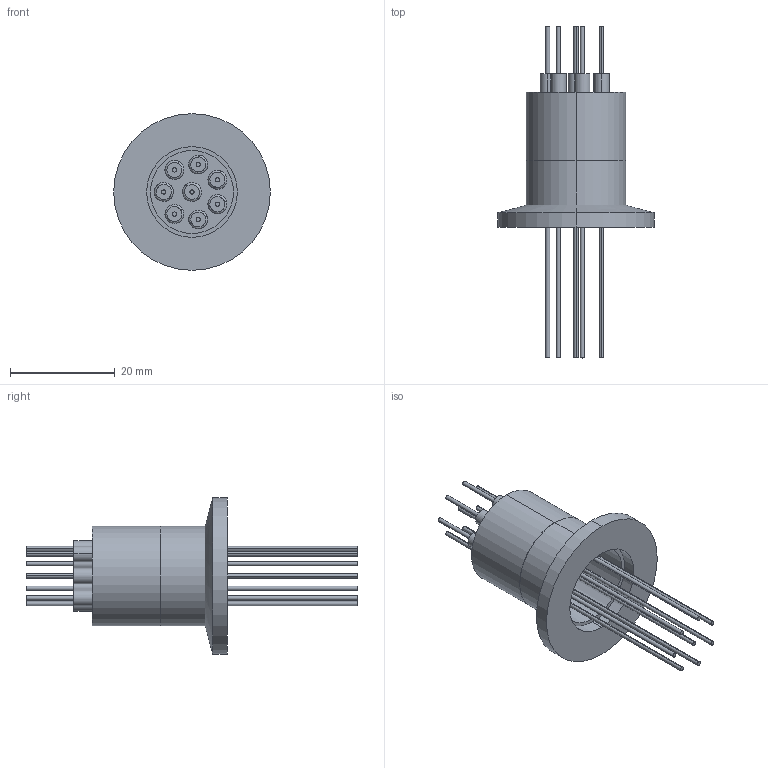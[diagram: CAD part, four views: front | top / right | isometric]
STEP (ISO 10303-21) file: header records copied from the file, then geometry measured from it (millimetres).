
FILE_DESCRIPTION (( 'STEP AP203' ), '1' );
FILE_NAME ('A0502-1-QF.STEP', '2013-05-13T12:32:41', ( '' ), ( '' ), 'SwSTEP 2.0', 'SolidWorks 2012', '' );
FILE_SCHEMA (( 'CONFIG_CONTROL_DESIGN' ));
Length unit declared in the file: inch
Products named in the file (1): A0502-1-QF
Bounding box: 29.97 x 63.5 x 29.97 mm (x, y, z)
Volume: 4252.9 mm3; surface area: 6769.1 mm2
Topology: 1 solids, 9 shells, 215 faces, 450 edges, 290 vertices
Faces by surface type: cylinder 126, plane 55, cone 18, bspline 16
Entity records: 6125 total; most frequent: CARTESIAN_POINT 1244, DIRECTION 1124, ORIENTED_EDGE 900, AXIS2_PLACEMENT_3D 490, EDGE_CURVE 450, CIRCLE 290, VERTEX_POINT 290, EDGE_LOOP 268
